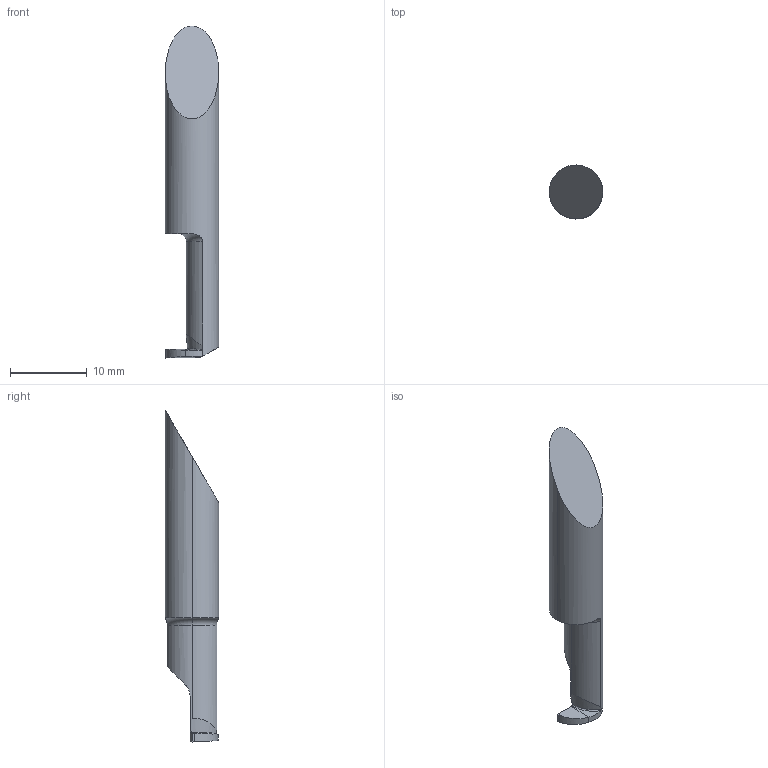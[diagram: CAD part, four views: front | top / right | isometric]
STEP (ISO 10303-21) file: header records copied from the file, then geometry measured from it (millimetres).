
FILE_DESCRIPTION(/* description */ (''),/* implementation_level */ '2;1');
FILE_NAME(/* name */ '1577185432879.stp',/* time_stamp */ '2019-12-24T16:34:06+05:00',/* author */ (''),/* organization */ ('SMS'),/* preprocessor_version */ 'ST-DEVELOPER v16.7',/* originating_system */ 'SIEMENS PLM Software NX 12.0',/* authorisation */ '');
FILE_SCHEMA (('AUTOMOTIVE_DESIGN { 1 0 10303 214 3 1 1 1 }'));
Length unit declared in the file: millimetre
Products named in the file (1): 202209439mod000_00
Bounding box: 7 x 7 x 43.31 mm (x, y, z)
Volume: 1064.4 mm3; surface area: 829.3 mm2
Topology: 2 solids, 2 shells, 26 faces, 66 edges, 47 vertices
Faces by surface type: plane 11, cylinder 8, bspline 4, torus 3
Entity records: 1014 total; most frequent: CARTESIAN_POINT 395, ORIENTED_EDGE 130, DIRECTION 95, EDGE_CURVE 65, VERTEX_POINT 43, AXIS2_PLACEMENT_3D 35, ADVANCED_FACE 26, FACE_OUTER_BOUND 26
